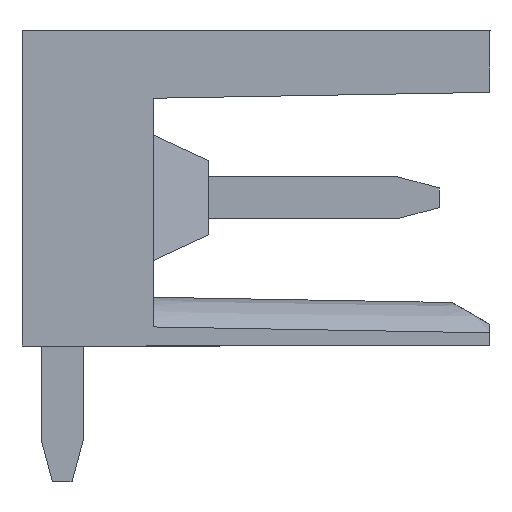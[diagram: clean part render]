
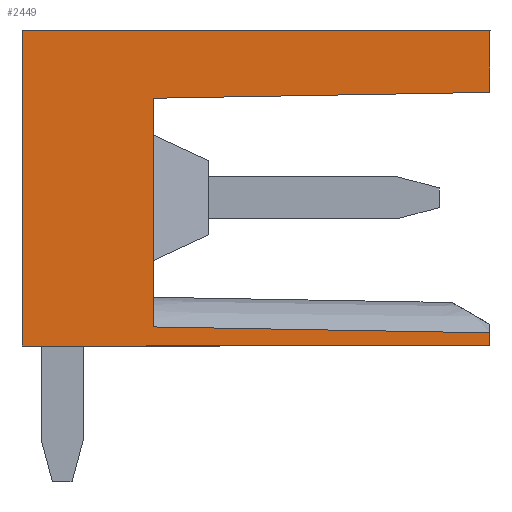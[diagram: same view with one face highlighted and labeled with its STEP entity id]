
A CAD part, left-side view. The second image highlights one B-rep face of the part: STEP entity #2449.
In plain terms, the highlighted planar face has unit normal (-1, 0, 0).
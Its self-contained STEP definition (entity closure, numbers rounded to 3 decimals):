
#2406=AXIS2_PLACEMENT_3D('Plane Axis2P3D',#2403,#2404,#2405) ;
#327=CARTESIAN_POINT('Vertex',(0.,11.05,10.65)) ;
#330=CARTESIAN_POINT('Line Origine',(0.,5.525,10.65)) ;
#334=CARTESIAN_POINT('Vertex',(0.,0.,10.65)) ;
#1099=CARTESIAN_POINT('Vertex',(0.,7.95,9.05)) ;
#1102=CARTESIAN_POINT('Line Origine',(0.,7.95,6.35)) ;
#1106=CARTESIAN_POINT('Vertex',(0.,7.95,3.65)) ;
#1962=CARTESIAN_POINT('Vertex',(0.,11.05,3.2)) ;
#1965=CARTESIAN_POINT('Line Origine',(0.,11.05,6.925)) ;
#2403=CARTESIAN_POINT('Axis2P3D Location',(0.,0.,0.)) ;
#2408=CARTESIAN_POINT('Line Origine',(0.,0.,9.919)) ;
#2412=CARTESIAN_POINT('Vertex',(0.,0.,9.189)) ;
#2415=CARTESIAN_POINT('Line Origine',(0.,5.525,3.2)) ;
#2419=CARTESIAN_POINT('Vertex',(0.,0.,3.2)) ;
#2422=CARTESIAN_POINT('Line Origine',(0.,0.,3.356)) ;
#2426=CARTESIAN_POINT('Vertex',(0.,0.,3.511)) ;
#2429=CARTESIAN_POINT('Line Origine',(0.,3.975,3.581)) ;
#2434=CARTESIAN_POINT('Line Origine',(0.,3.975,9.119)) ;
#331=DIRECTION('Vector Direction',(0.,-1.,0.)) ;
#1103=DIRECTION('Vector Direction',(0.,0.,1.)) ;
#1966=DIRECTION('Vector Direction',(0.,0.,1.)) ;
#2404=DIRECTION('Axis2P3D Direction',(-1.,0.,0.)) ;
#2405=DIRECTION('Axis2P3D XDirection',(0.,-1.,0.)) ;
#2409=DIRECTION('Vector Direction',(0.,0.,-1.)) ;
#2416=DIRECTION('Vector Direction',(0.,1.,0.)) ;
#2423=DIRECTION('Vector Direction',(0.,0.,-1.)) ;
#2430=DIRECTION('Vector Direction',(0.,1.,0.017)) ;
#2435=DIRECTION('Vector Direction',(0.,-1.,0.017)) ;
#332=VECTOR('Line Direction',#331,1.) ;
#1104=VECTOR('Line Direction',#1103,1.) ;
#1967=VECTOR('Line Direction',#1966,1.) ;
#2410=VECTOR('Line Direction',#2409,1.) ;
#2417=VECTOR('Line Direction',#2416,1.) ;
#2424=VECTOR('Line Direction',#2423,1.) ;
#2431=VECTOR('Line Direction',#2430,1.) ;
#2436=VECTOR('Line Direction',#2435,1.) ;
#2440=ORIENTED_EDGE('',*,*,#2414,.T.) ;
#2441=ORIENTED_EDGE('',*,*,#336,.T.) ;
#2442=ORIENTED_EDGE('',*,*,#1969,.T.) ;
#2443=ORIENTED_EDGE('',*,*,#2421,.T.) ;
#2444=ORIENTED_EDGE('',*,*,#2428,.T.) ;
#2445=ORIENTED_EDGE('',*,*,#2433,.F.) ;
#2446=ORIENTED_EDGE('',*,*,#1108,.F.) ;
#2447=ORIENTED_EDGE('',*,*,#2438,.F.) ;
#2449=ADVANCED_FACE('HOUSING',(#2448),#2407,.T.) ;
#336=EDGE_CURVE('',#335,#328,#333,.F.) ;
#1108=EDGE_CURVE('',#1100,#1107,#1105,.F.) ;
#1969=EDGE_CURVE('',#328,#1963,#1968,.F.) ;
#2414=EDGE_CURVE('',#2413,#335,#2411,.F.) ;
#2421=EDGE_CURVE('',#1963,#2420,#2418,.F.) ;
#2428=EDGE_CURVE('',#2420,#2427,#2425,.F.) ;
#2433=EDGE_CURVE('',#1107,#2427,#2432,.F.) ;
#2438=EDGE_CURVE('',#2413,#1100,#2437,.F.) ;
#2439=EDGE_LOOP('',(#2440,#2441,#2442,#2443,#2444,#2445,#2446,#2447)) ;
#2448=FACE_OUTER_BOUND('',#2439,.T.) ;
#333=LINE('Line',#330,#332) ;
#1105=LINE('Line',#1102,#1104) ;
#1968=LINE('Line',#1965,#1967) ;
#2411=LINE('Line',#2408,#2410) ;
#2418=LINE('Line',#2415,#2417) ;
#2425=LINE('Line',#2422,#2424) ;
#2432=LINE('Line',#2429,#2431) ;
#2437=LINE('Line',#2434,#2436) ;
#2407=PLANE('',#2406) ;
#328=VERTEX_POINT('',#327) ;
#335=VERTEX_POINT('',#334) ;
#1100=VERTEX_POINT('',#1099) ;
#1107=VERTEX_POINT('',#1106) ;
#1963=VERTEX_POINT('',#1962) ;
#2413=VERTEX_POINT('',#2412) ;
#2420=VERTEX_POINT('',#2419) ;
#2427=VERTEX_POINT('',#2426) ;
